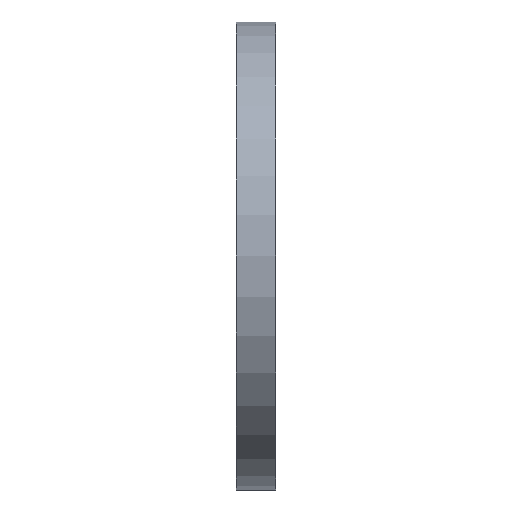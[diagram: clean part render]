
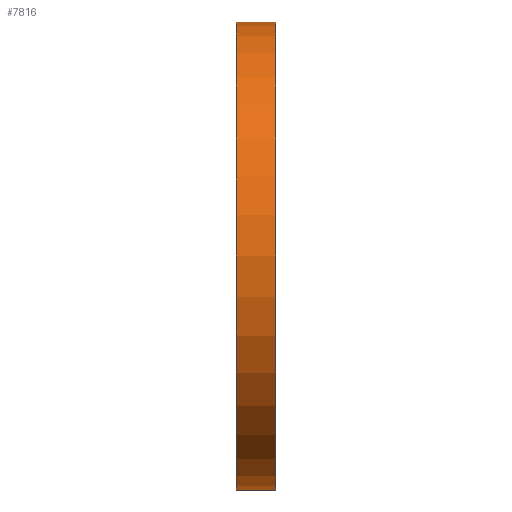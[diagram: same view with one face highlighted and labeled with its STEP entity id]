
A CAD part, left-side view. The second image highlights one B-rep face of the part: STEP entity #7816.
In plain terms, the highlighted cylindrical face has radius 60 mm (diameter 120 mm), a partial arc.
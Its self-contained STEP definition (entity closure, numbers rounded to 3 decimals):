
#121 = ORIENTED_EDGE ( 'NONE', *, *, #5189, .F. ) ;
#993 = VERTEX_POINT ( 'NONE', #6725 ) ;
#1026 = ORIENTED_EDGE ( 'NONE', *, *, #2578, .T. ) ;
#1126 = AXIS2_PLACEMENT_3D ( 'NONE', #3217, #8476, #12762 ) ;
#1163 = EDGE_CURVE ( 'NONE', #13410, #8231, #9419, .T. ) ;
#2303 = DIRECTION ( 'NONE',  ( 0., -1., 0. ) ) ;
#2406 = CARTESIAN_POINT ( 'NONE',  ( 0., 10., 60. ) ) ;
#2578 = EDGE_CURVE ( 'NONE', #8231, #13106, #10082, .T. ) ;
#2642 = VECTOR ( 'NONE', #5905, 1000. ) ;
#2693 = ORIENTED_EDGE ( 'NONE', *, *, #1163, .T. ) ;
#2753 = LINE ( 'NONE', #2406, #12040 ) ;
#3082 = EDGE_LOOP ( 'NONE', ( #121, #5274, #2693, #1026 ) ) ;
#3217 = CARTESIAN_POINT ( 'NONE',  ( 0., 0., 0. ) ) ;
#5067 = DIRECTION ( 'NONE',  ( 0., 1., 0. ) ) ;
#5189 = EDGE_CURVE ( 'NONE', #993, #13106, #2753, .T. ) ;
#5216 = CARTESIAN_POINT ( 'NONE',  ( 0., 0., 60. ) ) ;
#5274 = ORIENTED_EDGE ( 'NONE', *, *, #6621, .F. ) ;
#5859 = CARTESIAN_POINT ( 'NONE',  ( 0., 10., -60. ) ) ;
#5905 = DIRECTION ( 'NONE',  ( 0., -1., 0. ) ) ;
#6222 = DIRECTION ( 'NONE',  ( 0., 0., 1. ) ) ;
#6621 = EDGE_CURVE ( 'NONE', #13410, #993, #12186, .T. ) ;
#6665 = DIRECTION ( 'NONE',  ( 0., -1., 0. ) ) ;
#6725 = CARTESIAN_POINT ( 'NONE',  ( 0., 10., 60. ) ) ;
#7202 = CARTESIAN_POINT ( 'NONE',  ( 0., 10., -60. ) ) ;
#7816 = ADVANCED_FACE ( 'NONE', ( #10162 ), #9985, .T. ) ;
#8202 = AXIS2_PLACEMENT_3D ( 'NONE', #12822, #2303, #11756 ) ;
#8231 = VERTEX_POINT ( 'NONE', #8770 ) ;
#8476 = DIRECTION ( 'NONE',  ( 0., 1., 0. ) ) ;
#8770 = CARTESIAN_POINT ( 'NONE',  ( 0., 0., -60. ) ) ;
#9419 = LINE ( 'NONE', #5859, #2642 ) ;
#9985 = CYLINDRICAL_SURFACE ( 'NONE', #8202, 60. ) ;
#10082 = CIRCLE ( 'NONE', #1126, 60. ) ;
#10162 = FACE_OUTER_BOUND ( 'NONE', #3082, .T. ) ;
#11307 = CARTESIAN_POINT ( 'NONE',  ( 0., 10., 0. ) ) ;
#11756 = DIRECTION ( 'NONE',  ( 0., 0., -1. ) ) ;
#12040 = VECTOR ( 'NONE', #6665, 1000. ) ;
#12186 = CIRCLE ( 'NONE', #12303, 60. ) ;
#12303 = AXIS2_PLACEMENT_3D ( 'NONE', #11307, #5067, #6222 ) ;
#12762 = DIRECTION ( 'NONE',  ( 0., 0., 1. ) ) ;
#12822 = CARTESIAN_POINT ( 'NONE',  ( 0., 10., 0. ) ) ;
#13106 = VERTEX_POINT ( 'NONE', #5216 ) ;
#13410 = VERTEX_POINT ( 'NONE', #7202 ) ;
